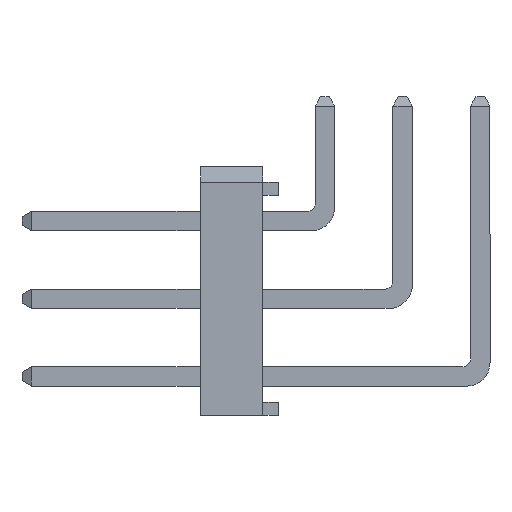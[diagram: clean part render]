
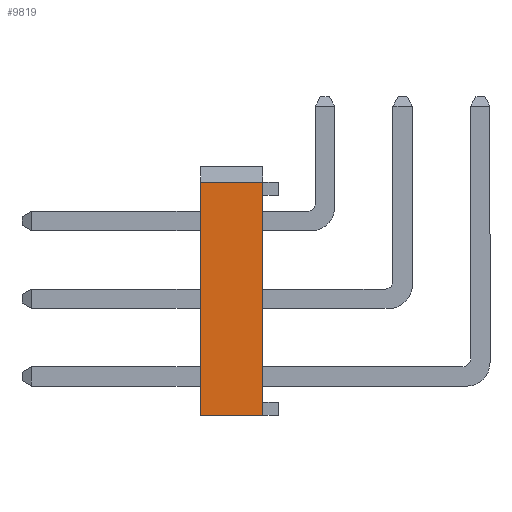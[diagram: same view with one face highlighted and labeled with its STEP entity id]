
A CAD part, left-side view. The second image highlights one B-rep face of the part: STEP entity #9819.
In plain terms, the highlighted planar face has unit normal (-1, 0, 0).
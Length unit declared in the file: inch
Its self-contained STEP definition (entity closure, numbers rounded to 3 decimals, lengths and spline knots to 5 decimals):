
#1481 = DIRECTION ( 'NONE',  ( 0., -1., 0. ) ) ;
#1573 = VECTOR ( 'NONE', #8604, 39.37008 ) ;
#2536 = CARTESIAN_POINT ( 'NONE',  ( -0.3, 0.1, -0.15 ) ) ;
#3730 = VERTEX_POINT ( 'NONE', #5732 ) ;
#4163 = DIRECTION ( 'NONE',  ( 0., 1., 0. ) ) ;
#4174 = LINE ( 'NONE', #8129, #8361 ) ;
#4244 = EDGE_CURVE ( 'NONE', #8122, #5649, #4247, .T. ) ;
#4247 = LINE ( 'NONE', #13719, #7607 ) ;
#5164 = CARTESIAN_POINT ( 'NONE',  ( -0.3, 0.02, 0.15 ) ) ;
#5649 = VERTEX_POINT ( 'NONE', #13741 ) ;
#5720 = DIRECTION ( 'NONE',  ( 0., 0., -1. ) ) ;
#5732 = CARTESIAN_POINT ( 'NONE',  ( -0.3, 0.1, 0.15 ) ) ;
#6126 = ORIENTED_EDGE ( 'NONE', *, *, #8176, .T. ) ;
#6254 = EDGE_CURVE ( 'NONE', #3730, #9889, #12839, .T. ) ;
#6532 = PLANE ( 'NONE',  #13743 ) ;
#6867 = CARTESIAN_POINT ( 'NONE',  ( -0.3, 0.1, 0.15 ) ) ;
#7607 = VECTOR ( 'NONE', #5720, 39.37008 ) ;
#8122 = VERTEX_POINT ( 'NONE', #5164 ) ;
#8129 = CARTESIAN_POINT ( 'NONE',  ( -0.3, 0.1, -0.15 ) ) ;
#8176 = EDGE_CURVE ( 'NONE', #9889, #5649, #4174, .T. ) ;
#8361 = VECTOR ( 'NONE', #14091, 39.37008 ) ;
#8604 = DIRECTION ( 'NONE',  ( 0., 0., -1. ) ) ;
#9025 = EDGE_CURVE ( 'NONE', #3730, #8122, #13805, .T. ) ;
#9762 = ORIENTED_EDGE ( 'NONE', *, *, #9025, .F. ) ;
#9819 = ADVANCED_FACE ( 'NONE', ( #13758 ), #6532, .F. ) ;
#9870 = ORIENTED_EDGE ( 'NONE', *, *, #6254, .T. ) ;
#9889 = VERTEX_POINT ( 'NONE', #2536 ) ;
#11654 = EDGE_LOOP ( 'NONE', ( #6126, #14005, #9762, #9870 ) ) ;
#12035 = CARTESIAN_POINT ( 'NONE',  ( -0.3, 0.1, 0.15 ) ) ;
#12833 = DIRECTION ( 'NONE',  ( 1., 0., 0. ) ) ;
#12839 = LINE ( 'NONE', #13815, #1573 ) ;
#13719 = CARTESIAN_POINT ( 'NONE',  ( -0.3, 0.02, 0.15 ) ) ;
#13741 = CARTESIAN_POINT ( 'NONE',  ( -0.3, 0.02, -0.15 ) ) ;
#13743 = AXIS2_PLACEMENT_3D ( 'NONE', #6867, #12833, #4163 ) ;
#13758 = FACE_OUTER_BOUND ( 'NONE', #11654, .T. ) ;
#13805 = LINE ( 'NONE', #12035, #15063 ) ;
#13815 = CARTESIAN_POINT ( 'NONE',  ( -0.3, 0.1, 0.15 ) ) ;
#14005 = ORIENTED_EDGE ( 'NONE', *, *, #4244, .F. ) ;
#14091 = DIRECTION ( 'NONE',  ( 0., -1., 0. ) ) ;
#15063 = VECTOR ( 'NONE', #1481, 39.37008 ) ;
